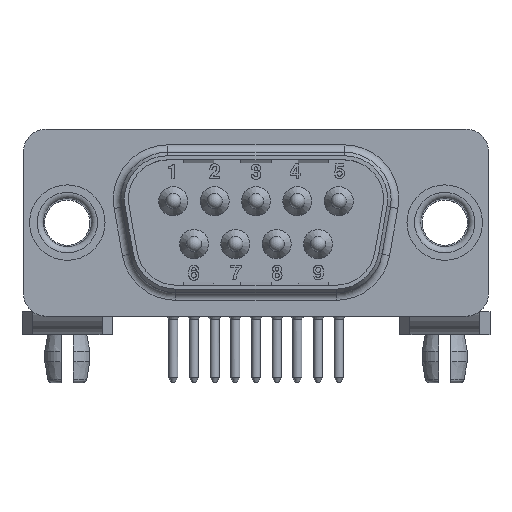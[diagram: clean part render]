
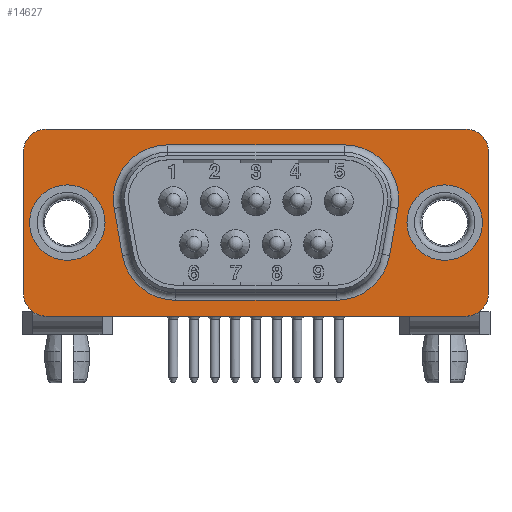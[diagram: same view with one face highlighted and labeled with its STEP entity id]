
A CAD part, top view. The second image highlights one B-rep face of the part: STEP entity #14627.
In plain terms, the highlighted face is planar.
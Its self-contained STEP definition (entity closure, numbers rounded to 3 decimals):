
#899=CIRCLE('',#15846,3.6);
#902=CIRCLE('',#15850,3.6);
#906=CIRCLE('',#15857,3.6);
#909=CIRCLE('',#15861,3.6);
#910=CIRCLE('',#15865,1.5);
#911=CIRCLE('',#15866,1.5);
#912=CIRCLE('',#15867,1.5);
#913=CIRCLE('',#15868,1.5);
#914=CIRCLE('',#15869,2.5);
#915=CIRCLE('',#15870,2.5);
#1345=FACE_BOUND('',#5974,.T.);
#1346=FACE_BOUND('',#5975,.T.);
#1347=FACE_BOUND('',#5976,.T.);
#1785=PLANE('',#15864);
#2925=LINE('',#27419,#4125);
#2927=LINE('',#27436,#4127);
#2929=LINE('',#27442,#4129);
#2930=LINE('',#27453,#4130);
#2932=LINE('',#27461,#4132);
#2933=LINE('',#27465,#4133);
#2934=LINE('',#27469,#4134);
#2935=LINE('',#27472,#4135);
#4125=VECTOR('',#19208,10.607);
#4127=VECTOR('',#19230,3.148);
#4129=VECTOR('',#19236,3.148);
#4130=VECTOR('',#19253,11.7);
#4132=VECTOR('',#19261,27.8);
#4133=VECTOR('',#19264,9.4);
#4134=VECTOR('',#19267,27.8);
#4135=VECTOR('',#19270,9.4);
#4991=FACE_OUTER_BOUND('',#5973,.T.);
#5973=EDGE_LOOP('',(#13001,#13002,#13003,#13004,#13005,#13006,#13007,#13008));
#5974=EDGE_LOOP('',(#13009));
#5975=EDGE_LOOP('',(#13010));
#5976=EDGE_LOOP('',(#13011,#13012,#13013,#13014,#13015,#13016,#13017,#13018));
#7368=VERTEX_POINT('',#27416);
#7369=VERTEX_POINT('',#27418);
#7371=VERTEX_POINT('',#27424);
#7372=VERTEX_POINT('',#27428);
#7374=VERTEX_POINT('',#27434);
#7375=VERTEX_POINT('',#27438);
#7377=VERTEX_POINT('',#27444);
#7378=VERTEX_POINT('',#27448);
#7379=VERTEX_POINT('',#27457);
#7380=VERTEX_POINT('',#27458);
#7381=VERTEX_POINT('',#27460);
#7382=VERTEX_POINT('',#27462);
#7383=VERTEX_POINT('',#27464);
#7384=VERTEX_POINT('',#27466);
#7385=VERTEX_POINT('',#27468);
#7386=VERTEX_POINT('',#27470);
#7387=VERTEX_POINT('',#27473);
#7388=VERTEX_POINT('',#27475);
#9302=EDGE_CURVE('',#7368,#7369,#2925,.T.);
#9306=EDGE_CURVE('',#7371,#7368,#899,.T.);
#9309=EDGE_CURVE('',#7369,#7372,#902,.T.);
#9311=EDGE_CURVE('',#7374,#7371,#2927,.T.);
#9314=EDGE_CURVE('',#7372,#7375,#2929,.T.);
#9316=EDGE_CURVE('',#7377,#7374,#906,.T.);
#9319=EDGE_CURVE('',#7375,#7378,#909,.T.);
#9320=EDGE_CURVE('',#7378,#7377,#2930,.T.);
#9322=EDGE_CURVE('',#7379,#7380,#910,.T.);
#9323=EDGE_CURVE('',#7381,#7379,#2932,.T.);
#9324=EDGE_CURVE('',#7382,#7381,#911,.T.);
#9325=EDGE_CURVE('',#7383,#7382,#2933,.T.);
#9326=EDGE_CURVE('',#7384,#7383,#912,.T.);
#9327=EDGE_CURVE('',#7385,#7384,#2934,.T.);
#9328=EDGE_CURVE('',#7386,#7385,#913,.T.);
#9329=EDGE_CURVE('',#7380,#7386,#2935,.T.);
#9330=EDGE_CURVE('',#7387,#7387,#914,.T.);
#9331=EDGE_CURVE('',#7388,#7388,#915,.T.);
#13001=ORIENTED_EDGE('',*,*,#9322,.F.);
#13002=ORIENTED_EDGE('',*,*,#9323,.F.);
#13003=ORIENTED_EDGE('',*,*,#9324,.F.);
#13004=ORIENTED_EDGE('',*,*,#9325,.F.);
#13005=ORIENTED_EDGE('',*,*,#9326,.F.);
#13006=ORIENTED_EDGE('',*,*,#9327,.F.);
#13007=ORIENTED_EDGE('',*,*,#9328,.F.);
#13008=ORIENTED_EDGE('',*,*,#9329,.F.);
#13009=ORIENTED_EDGE('',*,*,#9330,.T.);
#13010=ORIENTED_EDGE('',*,*,#9331,.T.);
#13011=ORIENTED_EDGE('',*,*,#9302,.F.);
#13012=ORIENTED_EDGE('',*,*,#9306,.F.);
#13013=ORIENTED_EDGE('',*,*,#9311,.F.);
#13014=ORIENTED_EDGE('',*,*,#9316,.F.);
#13015=ORIENTED_EDGE('',*,*,#9320,.F.);
#13016=ORIENTED_EDGE('',*,*,#9319,.F.);
#13017=ORIENTED_EDGE('',*,*,#9314,.F.);
#13018=ORIENTED_EDGE('',*,*,#9309,.F.);
#14627=ADVANCED_FACE('',(#4991,#1345,#1346,#1347),#1785,.F.);
#15846=AXIS2_PLACEMENT_3D('',#27426,#19216,#19217);
#15850=AXIS2_PLACEMENT_3D('',#27432,#19224,#19225);
#15857=AXIS2_PLACEMENT_3D('',#27446,#19241,#19242);
#15861=AXIS2_PLACEMENT_3D('',#27451,#19249,#19250);
#15864=AXIS2_PLACEMENT_3D('',#27456,#19257,#19258);
#15865=AXIS2_PLACEMENT_3D('',#27459,#19259,#19260);
#15866=AXIS2_PLACEMENT_3D('',#27463,#19262,#19263);
#15867=AXIS2_PLACEMENT_3D('',#27467,#19265,#19266);
#15868=AXIS2_PLACEMENT_3D('',#27471,#19268,#19269);
#15869=AXIS2_PLACEMENT_3D('',#27474,#19271,#19272);
#15870=AXIS2_PLACEMENT_3D('',#27476,#19273,#19274);
#19208=DIRECTION('',(-1.,0.,0.));
#19216=DIRECTION('center_axis',(0.,0.,-1.));
#19217=DIRECTION('ref_axis',(0.643,-0.766,0.));
#19224=DIRECTION('center_axis',(0.,0.,-1.));
#19225=DIRECTION('ref_axis',(-0.643,-0.766,0.));
#19230=DIRECTION('',(-0.174,-0.985,0.));
#19236=DIRECTION('',(-0.174,0.985,0.));
#19241=DIRECTION('center_axis',(0.,0.,-1.));
#19242=DIRECTION('ref_axis',(0.766,0.643,0.));
#19249=DIRECTION('center_axis',(0.,0.,-1.));
#19250=DIRECTION('ref_axis',(-0.766,0.643,0.));
#19253=DIRECTION('',(1.,0.,0.));
#19257=DIRECTION('center_axis',(0.,0.,1.));
#19258=DIRECTION('ref_axis',(1.,0.,0.));
#19259=DIRECTION('center_axis',(0.,0.,1.));
#19260=DIRECTION('ref_axis',(-0.707,0.707,0.));
#19261=DIRECTION('',(-1.,0.,0.));
#19262=DIRECTION('center_axis',(0.,0.,1.));
#19263=DIRECTION('ref_axis',(0.707,0.707,0.));
#19264=DIRECTION('',(0.,1.,0.));
#19265=DIRECTION('center_axis',(0.,0.,1.));
#19266=DIRECTION('ref_axis',(0.707,-0.707,0.));
#19267=DIRECTION('',(1.,0.,0.));
#19268=DIRECTION('center_axis',(0.,0.,1.));
#19269=DIRECTION('ref_axis',(-0.707,-0.707,0.));
#19270=DIRECTION('',(0.,-1.,0.));
#19271=DIRECTION('center_axis',(0.,0.,1.));
#19272=DIRECTION('ref_axis',(-1.,0.,0.));
#19273=DIRECTION('center_axis',(0.,0.,1.));
#19274=DIRECTION('ref_axis',(-1.,0.,0.));
#27416=CARTESIAN_POINT('',(5.303,-5.15,-0.5));
#27418=CARTESIAN_POINT('',(-5.303,-5.15,-0.5));
#27419=CARTESIAN_POINT('',(3.98,-5.15,-0.5));
#27424=CARTESIAN_POINT('',(8.849,-2.175,-0.5));
#27426=CARTESIAN_POINT('Origin',(5.303,-1.55,-0.5));
#27428=CARTESIAN_POINT('',(-8.849,-2.175,-0.5));
#27432=CARTESIAN_POINT('Origin',(-5.303,-1.55,-0.5));
#27434=CARTESIAN_POINT('',(9.395,0.925,-0.5));
#27436=CARTESIAN_POINT('',(9.024,-1.18,-0.5));
#27438=CARTESIAN_POINT('',(-9.395,0.925,-0.5));
#27442=CARTESIAN_POINT('',(-9.058,-0.991,-0.5));
#27444=CARTESIAN_POINT('',(5.85,5.15,-0.5));
#27446=CARTESIAN_POINT('Origin',(5.85,1.55,-0.5));
#27448=CARTESIAN_POINT('',(-5.85,5.15,-0.5));
#27451=CARTESIAN_POINT('Origin',(-5.85,1.55,-0.5));
#27453=CARTESIAN_POINT('',(3.98,5.15,-0.5));
#27456=CARTESIAN_POINT('Origin',(7.959,0.035,-0.5));
#27457=CARTESIAN_POINT('',(-13.9,6.2,-0.5));
#27458=CARTESIAN_POINT('',(-15.4,4.7,-0.5));
#27459=CARTESIAN_POINT('Origin',(-13.9,4.7,-0.5));
#27460=CARTESIAN_POINT('',(13.9,6.2,-0.5));
#27461=CARTESIAN_POINT('',(15.4,6.2,-0.5));
#27462=CARTESIAN_POINT('',(15.4,4.7,-0.5));
#27463=CARTESIAN_POINT('Origin',(13.9,4.7,-0.5));
#27464=CARTESIAN_POINT('',(15.4,-4.7,-0.5));
#27465=CARTESIAN_POINT('',(15.4,-6.2,-0.5));
#27466=CARTESIAN_POINT('',(13.9,-6.2,-0.5));
#27467=CARTESIAN_POINT('Origin',(13.9,-4.7,-0.5));
#27468=CARTESIAN_POINT('',(-13.9,-6.2,-0.5));
#27469=CARTESIAN_POINT('',(-15.4,-6.2,-0.5));
#27470=CARTESIAN_POINT('',(-15.4,-4.7,-0.5));
#27471=CARTESIAN_POINT('Origin',(-13.9,-4.7,-0.5));
#27472=CARTESIAN_POINT('',(-15.4,6.2,-0.5));
#27473=CARTESIAN_POINT('',(-10.,0.,-0.5));
#27474=CARTESIAN_POINT('Origin',(-12.5,0.,-0.5));
#27475=CARTESIAN_POINT('',(15.,0.,-0.5));
#27476=CARTESIAN_POINT('Origin',(12.5,0.,-0.5));
